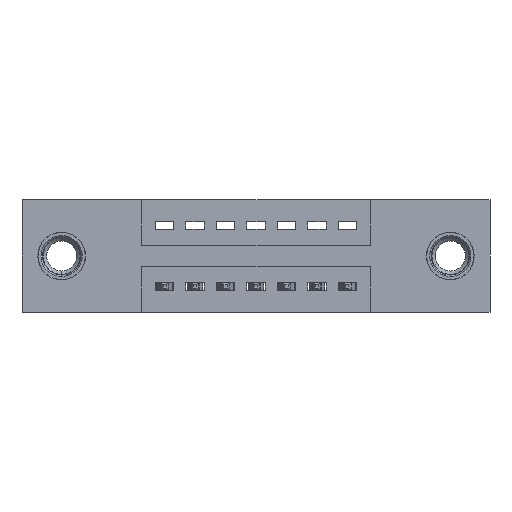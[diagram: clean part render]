
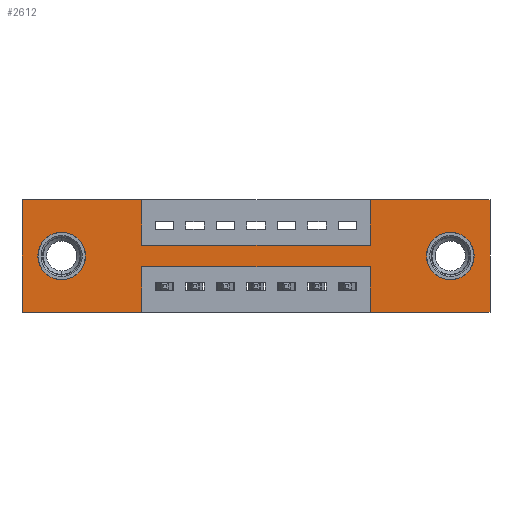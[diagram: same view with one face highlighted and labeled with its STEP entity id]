
A CAD part, front view. The second image highlights one B-rep face of the part: STEP entity #2612.
In plain terms, the highlighted planar face has unit normal (0, -1, 0).
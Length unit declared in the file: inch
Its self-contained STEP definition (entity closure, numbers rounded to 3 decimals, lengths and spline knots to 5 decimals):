
#16 = EDGE_CURVE ( 'NONE', #6208, #938, #10950, .T. ) ;
#50 = ORIENTED_EDGE ( 'NONE', *, *, #9437, .T. ) ;
#167 = DIRECTION ( 'NONE',  ( 0., 0., 1. ) ) ;
#380 = ORIENTED_EDGE ( 'NONE', *, *, #5197, .T. ) ;
#390 = DIRECTION ( 'NONE',  ( 0., 0., -1. ) ) ;
#446 = CARTESIAN_POINT ( 'NONE',  ( 0., 0., 0. ) ) ;
#543 = EDGE_CURVE ( 'NONE', #10701, #7555, #3382, .T. ) ;
#608 = CARTESIAN_POINT ( 'NONE',  ( 0., 0., 0. ) ) ;
#693 = CARTESIAN_POINT ( 'NONE',  ( 1.535, 0., 0. ) ) ;
#937 = AXIS2_PLACEMENT_3D ( 'NONE', #2051, #3812, #7236 ) ;
#938 = VERTEX_POINT ( 'NONE', #9671 ) ;
#982 = DIRECTION ( 'NONE',  ( 0., 0., -1. ) ) ;
#999 = VERTEX_POINT ( 'NONE', #10762 ) ;
#1011 = LINE ( 'NONE', #6433, #7618 ) ;
#1106 = CARTESIAN_POINT ( 'NONE',  ( 0.3925, 0., -0.37 ) ) ;
#1133 = FACE_OUTER_BOUND ( 'NONE', #11180, .T. ) ;
#1184 = EDGE_LOOP ( 'NONE', ( #50, #380 ) ) ;
#1424 = LINE ( 'NONE', #3434, #7639 ) ;
#1542 = EDGE_CURVE ( 'NONE', #2853, #7695, #1424, .T. ) ;
#1581 = DIRECTION ( 'NONE',  ( 0., 0., -1. ) ) ;
#1663 = LINE ( 'NONE', #7683, #4260 ) ;
#1780 = CARTESIAN_POINT ( 'NONE',  ( 0.3925, 0., 0. ) ) ;
#1901 = EDGE_CURVE ( 'NONE', #2053, #6208, #10497, .T. ) ;
#1926 = VECTOR ( 'NONE', #7253, 39.37008 ) ;
#1963 = LINE ( 'NONE', #4071, #6011 ) ;
#2051 = CARTESIAN_POINT ( 'NONE',  ( 1.405, 0., -0.185 ) ) ;
#2053 = VERTEX_POINT ( 'NONE', #9627 ) ;
#2146 = AXIS2_PLACEMENT_3D ( 'NONE', #8112, #6375, #10672 ) ;
#2428 = CIRCLE ( 'NONE', #937, 0.078 ) ;
#2612 = ADVANCED_FACE ( 'NONE', ( #3468, #10073, #1133 ), #9904, .T. ) ;
#2780 = CARTESIAN_POINT ( 'NONE',  ( 1.1425, 0., -0.22 ) ) ;
#2844 = VERTEX_POINT ( 'NONE', #8434 ) ;
#2853 = VERTEX_POINT ( 'NONE', #608 ) ;
#2905 = AXIS2_PLACEMENT_3D ( 'NONE', #3461, #5035, #5185 ) ;
#2943 = DIRECTION ( 'NONE',  ( 1., 0., 0. ) ) ;
#2989 = ORIENTED_EDGE ( 'NONE', *, *, #16, .F. ) ;
#2998 = LINE ( 'NONE', #6173, #7554 ) ;
#3015 = ORIENTED_EDGE ( 'NONE', *, *, #9525, .F. ) ;
#3221 = CARTESIAN_POINT ( 'NONE',  ( 0., 0., -0.37 ) ) ;
#3329 = CARTESIAN_POINT ( 'NONE',  ( 1.535, 0., -0.37 ) ) ;
#3382 = LINE ( 'NONE', #3221, #8462 ) ;
#3434 = CARTESIAN_POINT ( 'NONE',  ( 0., 0., 0. ) ) ;
#3461 = CARTESIAN_POINT ( 'NONE',  ( 0.13, 0., -0.185 ) ) ;
#3468 = FACE_BOUND ( 'NONE', #3934, .T. ) ;
#3531 = ORIENTED_EDGE ( 'NONE', *, *, #7990, .F. ) ;
#3602 = EDGE_CURVE ( 'NONE', #999, #10465, #1963, .T. ) ;
#3607 = VECTOR ( 'NONE', #2943, 39.37008 ) ;
#3812 = DIRECTION ( 'NONE',  ( 0., 1., 0. ) ) ;
#3836 = EDGE_CURVE ( 'NONE', #4244, #999, #1663, .T. ) ;
#3934 = EDGE_LOOP ( 'NONE', ( #6097, #4485 ) ) ;
#4055 = CIRCLE ( 'NONE', #2905, 0.078 ) ;
#4071 = CARTESIAN_POINT ( 'NONE',  ( 1.1425, 0., 0. ) ) ;
#4238 = LINE ( 'NONE', #1106, #1926 ) ;
#4244 = VERTEX_POINT ( 'NONE', #6689 ) ;
#4260 = VECTOR ( 'NONE', #5153, 39.37008 ) ;
#4361 = CIRCLE ( 'NONE', #2146, 0.078 ) ;
#4368 = ORIENTED_EDGE ( 'NONE', *, *, #1542, .F. ) ;
#4407 = LINE ( 'NONE', #446, #3607 ) ;
#4476 = CARTESIAN_POINT ( 'NONE',  ( 1.1425, 0., -0.37 ) ) ;
#4485 = ORIENTED_EDGE ( 'NONE', *, *, #5615, .T. ) ;
#4495 = ORIENTED_EDGE ( 'NONE', *, *, #3836, .F. ) ;
#4639 = DIRECTION ( 'NONE',  ( 0., -1., 0. ) ) ;
#4965 = DIRECTION ( 'NONE',  ( 0., 0., 1. ) ) ;
#5035 = DIRECTION ( 'NONE',  ( 0., 1., 0. ) ) ;
#5068 = ORIENTED_EDGE ( 'NONE', *, *, #7521, .F. ) ;
#5110 = CARTESIAN_POINT ( 'NONE',  ( 1.1425, 0., 0. ) ) ;
#5135 = EDGE_CURVE ( 'NONE', #8517, #5888, #6593, .T. ) ;
#5153 = DIRECTION ( 'NONE',  ( 1., 0., 0. ) ) ;
#5185 = DIRECTION ( 'NONE',  ( 0., 0., 1. ) ) ;
#5197 = EDGE_CURVE ( 'NONE', #7149, #2844, #4055, .T. ) ;
#5495 = AXIS2_PLACEMENT_3D ( 'NONE', #7134, #4639, #7205 ) ;
#5521 = VERTEX_POINT ( 'NONE', #3329 ) ;
#5615 = EDGE_CURVE ( 'NONE', #5888, #8517, #2428, .T. ) ;
#5707 = CARTESIAN_POINT ( 'NONE',  ( 0.13, 0., -0.263 ) ) ;
#5888 = VERTEX_POINT ( 'NONE', #8535 ) ;
#6011 = VECTOR ( 'NONE', #4965, 39.37008 ) ;
#6097 = ORIENTED_EDGE ( 'NONE', *, *, #5135, .T. ) ;
#6173 = CARTESIAN_POINT ( 'NONE',  ( 0.3925, 0., 0. ) ) ;
#6208 = VERTEX_POINT ( 'NONE', #2780 ) ;
#6234 = LINE ( 'NONE', #8139, #8358 ) ;
#6316 = CARTESIAN_POINT ( 'NONE',  ( 0.3925, 0., -0.37 ) ) ;
#6372 = LINE ( 'NONE', #7545, #8235 ) ;
#6375 = DIRECTION ( 'NONE',  ( 0., 1., 0. ) ) ;
#6433 = CARTESIAN_POINT ( 'NONE',  ( 0., 0., 0. ) ) ;
#6460 = CARTESIAN_POINT ( 'NONE',  ( 0.3925, 0., -0.22 ) ) ;
#6593 = CIRCLE ( 'NONE', #9244, 0.078 ) ;
#6673 = ORIENTED_EDGE ( 'NONE', *, *, #543, .F. ) ;
#6689 = CARTESIAN_POINT ( 'NONE',  ( 0.3925, 0., -0.15 ) ) ;
#6744 = CARTESIAN_POINT ( 'NONE',  ( 1.405, 0., -0.185 ) ) ;
#6766 = ORIENTED_EDGE ( 'NONE', *, *, #1901, .F. ) ;
#6773 = ORIENTED_EDGE ( 'NONE', *, *, #3602, .F. ) ;
#7134 = CARTESIAN_POINT ( 'NONE',  ( 0., 0., -0.37 ) ) ;
#7149 = VERTEX_POINT ( 'NONE', #5707 ) ;
#7205 = DIRECTION ( 'NONE',  ( 0., 0., -1. ) ) ;
#7236 = DIRECTION ( 'NONE',  ( 0., 0., -1. ) ) ;
#7253 = DIRECTION ( 'NONE',  ( 0., 0., -1. ) ) ;
#7514 = DIRECTION ( 'NONE',  ( -1., 0., 0. ) ) ;
#7521 = EDGE_CURVE ( 'NONE', #7555, #2853, #1011, .T. ) ;
#7545 = CARTESIAN_POINT ( 'NONE',  ( 0., 0., -0.37 ) ) ;
#7554 = VECTOR ( 'NONE', #982, 39.37008 ) ;
#7555 = VERTEX_POINT ( 'NONE', #8138 ) ;
#7618 = VECTOR ( 'NONE', #9758, 39.37008 ) ;
#7639 = VECTOR ( 'NONE', #10364, 39.37008 ) ;
#7683 = CARTESIAN_POINT ( 'NONE',  ( 0.3925, 0., -0.15 ) ) ;
#7695 = VERTEX_POINT ( 'NONE', #1780 ) ;
#7901 = VECTOR ( 'NONE', #167, 39.37008 ) ;
#7990 = EDGE_CURVE ( 'NONE', #10465, #9808, #4407, .T. ) ;
#8078 = VECTOR ( 'NONE', #8092, 39.37008 ) ;
#8092 = DIRECTION ( 'NONE',  ( -1., 0., 0. ) ) ;
#8112 = CARTESIAN_POINT ( 'NONE',  ( 0.13, 0., -0.185 ) ) ;
#8138 = CARTESIAN_POINT ( 'NONE',  ( 0., 0., -0.37 ) ) ;
#8139 = CARTESIAN_POINT ( 'NONE',  ( 1.535, 0., 0. ) ) ;
#8235 = VECTOR ( 'NONE', #9365, 39.37008 ) ;
#8358 = VECTOR ( 'NONE', #390, 39.37008 ) ;
#8433 = DIRECTION ( 'NONE',  ( 0., 1., 0. ) ) ;
#8434 = CARTESIAN_POINT ( 'NONE',  ( 0.13, 0., -0.107 ) ) ;
#8462 = VECTOR ( 'NONE', #7514, 39.37008 ) ;
#8491 = ORIENTED_EDGE ( 'NONE', *, *, #10116, .F. ) ;
#8517 = VERTEX_POINT ( 'NONE', #8526 ) ;
#8526 = CARTESIAN_POINT ( 'NONE',  ( 1.405, 0., -0.107 ) ) ;
#8535 = CARTESIAN_POINT ( 'NONE',  ( 1.405, 0., -0.263 ) ) ;
#9244 = AXIS2_PLACEMENT_3D ( 'NONE', #6744, #8433, #1581 ) ;
#9365 = DIRECTION ( 'NONE',  ( -1., 0., 0. ) ) ;
#9437 = EDGE_CURVE ( 'NONE', #2844, #7149, #4361, .T. ) ;
#9525 = EDGE_CURVE ( 'NONE', #938, #10701, #4238, .T. ) ;
#9557 = ORIENTED_EDGE ( 'NONE', *, *, #9802, .F. ) ;
#9627 = CARTESIAN_POINT ( 'NONE',  ( 1.1425, 0., -0.37 ) ) ;
#9671 = CARTESIAN_POINT ( 'NONE',  ( 0.3925, 0., -0.22 ) ) ;
#9758 = DIRECTION ( 'NONE',  ( 0., 0., 1. ) ) ;
#9802 = EDGE_CURVE ( 'NONE', #5521, #2053, #6372, .T. ) ;
#9808 = VERTEX_POINT ( 'NONE', #693 ) ;
#9904 = PLANE ( 'NONE',  #5495 ) ;
#10073 = FACE_BOUND ( 'NONE', #1184, .T. ) ;
#10116 = EDGE_CURVE ( 'NONE', #7695, #4244, #2998, .T. ) ;
#10226 = EDGE_CURVE ( 'NONE', #9808, #5521, #6234, .T. ) ;
#10364 = DIRECTION ( 'NONE',  ( 1., 0., 0. ) ) ;
#10465 = VERTEX_POINT ( 'NONE', #5110 ) ;
#10497 = LINE ( 'NONE', #4476, #7901 ) ;
#10672 = DIRECTION ( 'NONE',  ( 0., 0., 1. ) ) ;
#10701 = VERTEX_POINT ( 'NONE', #6316 ) ;
#10762 = CARTESIAN_POINT ( 'NONE',  ( 1.1425, 0., -0.15 ) ) ;
#10950 = LINE ( 'NONE', #6460, #8078 ) ;
#11177 = ORIENTED_EDGE ( 'NONE', *, *, #10226, .F. ) ;
#11180 = EDGE_LOOP ( 'NONE', ( #3015, #2989, #6766, #9557, #11177, #3531, #6773, #4495, #8491, #4368, #5068, #6673 ) ) ;
